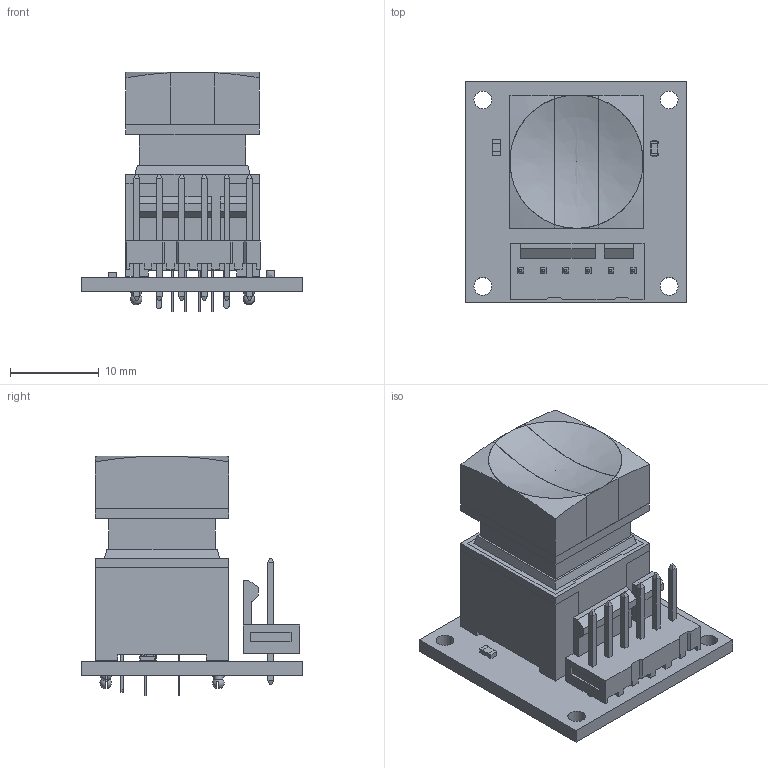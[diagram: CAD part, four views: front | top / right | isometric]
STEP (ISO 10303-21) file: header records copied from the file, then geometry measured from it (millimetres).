
FILE_DESCRIPTION(('Open CASCADE Model'),'2;1');
FILE_NAME('Open CASCADE Shape Model','2021-03-19T09:13:06',('Author'),( 'Open CASCADE'),'Open CASCADE STEP processor 6.8','Open CASCADE 6.8' ,'Unknown');
FILE_SCHEMA(('AUTOMOTIVE_DESIGN { 1 0 10303 214 1 1 1 1 }'));
Length unit declared in the file: millimetre
Products named in the file (21): PCB; BoardStrobe; Open CASCADE STEP translator 6.8 14.1.1; R1Strobe; RES_0603_(1608_metric); PStrobe; 022232061; Open CASCADE STEP translator 6.8 14.3.1.1; Open CASCADE STEP translator 6.8 14.3.1.2; C1Strobe; User_Library-CerCaps_0603; BTNStrobe; KP0115ANBKG03RGB-2SJB; _KP0115ANBKG03RGB2S; _kp_standard_coverB; _LED; _LED2; _AT3079-GREEN-1/3; _AT3079-RED-1/3; _AT3079-BLUE-1/3; _block-2
Assembly tree (28 placements, depth 4):
  PCB
    BoardStrobe
      Open CASCADE STEP translator 6.8 14.1.1
    R1Strobe
      RES_0603_(1608_metric)
    PStrobe
      022232061
        Open CASCADE STEP translator 6.8 14.3.1.1
        Open CASCADE STEP translator 6.8 14.3.1.2
    C1Strobe
      User_Library-CerCaps_0603
    BTNStrobe
      KP0115ANBKG03RGB-2SJB
        _KP0115ANBKG03RGB2S
        _kp_standard_coverB
        _LED  x2
        _LED2  x8
        _AT3079-GREEN-1/3
        _AT3079-RED-1/3
        _AT3079-BLUE-1/3
        _block-2
Bounding box: 25 x 25 x 27 mm (x, y, z)
Volume: 6481.4 mm3; surface area: 6373.5 mm2
Topology: 22 solids, 23 shells, 496 faces, 1206 edges, 772 vertices
Faces by surface type: plane 396, cylinder 50, sphere 36, bspline 14
Full cylindrical faces by diameter (mm): 0.8 x10, 0.9 x6, 1.016 x4, 1.6 x4, 2 x4
Entity records: 15184 total; most frequent: CARTESIAN_POINT 2832, DIRECTION 2168, ORIENTED_EDGE 2156, EDGE_CURVE 1079, LINE 862, VECTOR 862, VERTEX_POINT 683, AXIS2_PLACEMENT_3D 653
